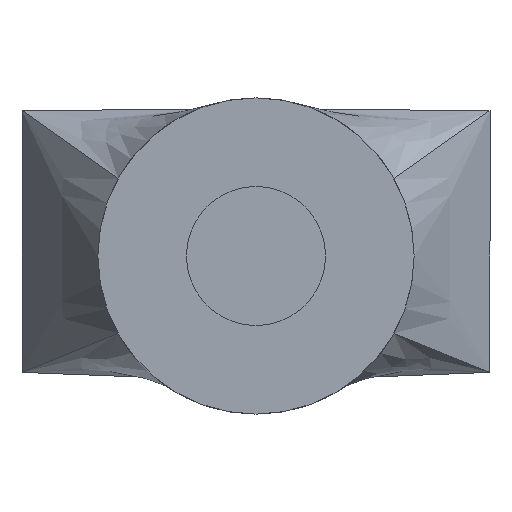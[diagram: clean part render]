
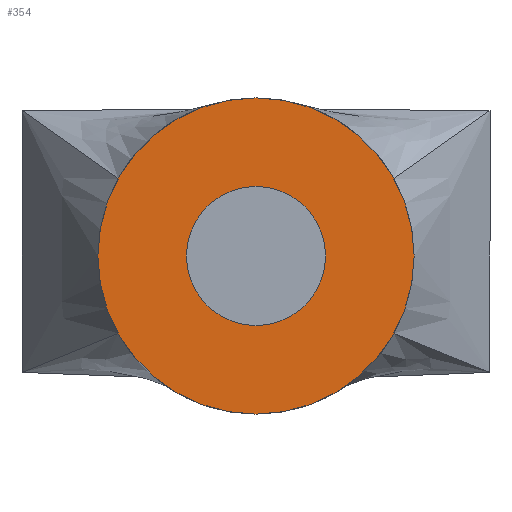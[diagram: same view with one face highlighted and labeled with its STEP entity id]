
A CAD part, front view. The second image highlights one B-rep face of the part: STEP entity #354.
In plain terms, the highlighted planar face has unit normal (0, -1, 0).
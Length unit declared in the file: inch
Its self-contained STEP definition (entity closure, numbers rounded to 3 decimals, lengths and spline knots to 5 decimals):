
#7 = CARTESIAN_POINT ( 'NONE',  ( 0., 0., 0. ) ) ;
#17 = CARTESIAN_POINT ( 'NONE',  ( 0., 0., -0.055 ) ) ;
#20 = EDGE_CURVE ( 'NONE', #1135, #44, #110, .T. ) ;
#44 = VERTEX_POINT ( 'NONE', #409 ) ;
#110 = CIRCLE ( 'NONE', #1292, 0.125 ) ;
#123 = CIRCLE ( 'NONE', #960, 0.125 ) ;
#189 = AXIS2_PLACEMENT_3D ( 'NONE', #565, #1139, #1125 ) ;
#195 = ORIENTED_EDGE ( 'NONE', *, *, #666, .F. ) ;
#211 = DIRECTION ( 'NONE',  ( 0., 1., 0. ) ) ;
#257 = CARTESIAN_POINT ( 'NONE',  ( 0., 0., 0.055 ) ) ;
#319 = CARTESIAN_POINT ( 'NONE',  ( 0., 0., 0. ) ) ;
#339 = EDGE_LOOP ( 'NONE', ( #1012, #638 ) ) ;
#352 = VERTEX_POINT ( 'NONE', #17 ) ;
#354 = ADVANCED_FACE ( 'NONE', ( #1382, #926 ), #924, .F. ) ;
#409 = CARTESIAN_POINT ( 'NONE',  ( 0., 0., 0.125 ) ) ;
#424 = CARTESIAN_POINT ( 'NONE',  ( 0., 0., 0. ) ) ;
#478 = CARTESIAN_POINT ( 'NONE',  ( 0., 0., 0. ) ) ;
#484 = EDGE_CURVE ( 'NONE', #658, #352, #722, .T. ) ;
#513 = ORIENTED_EDGE ( 'NONE', *, *, #20, .F. ) ;
#527 = AXIS2_PLACEMENT_3D ( 'NONE', #478, #936, #1223 ) ;
#565 = CARTESIAN_POINT ( 'NONE',  ( 0., 0., 0. ) ) ;
#638 = ORIENTED_EDGE ( 'NONE', *, *, #484, .T. ) ;
#652 = DIRECTION ( 'NONE',  ( 0., 0., 1. ) ) ;
#655 = DIRECTION ( 'NONE',  ( 0., 0., 1. ) ) ;
#658 = VERTEX_POINT ( 'NONE', #257 ) ;
#659 = EDGE_CURVE ( 'NONE', #352, #658, #1142, .T. ) ;
#666 = EDGE_CURVE ( 'NONE', #44, #1135, #123, .T. ) ;
#678 = EDGE_LOOP ( 'NONE', ( #513, #195 ) ) ;
#697 = AXIS2_PLACEMENT_3D ( 'NONE', #7, #1398, #652 ) ;
#722 = CIRCLE ( 'NONE', #189, 0.055 ) ;
#924 = PLANE ( 'NONE',  #697 ) ;
#926 = FACE_OUTER_BOUND ( 'NONE', #678, .T. ) ;
#936 = DIRECTION ( 'NONE',  ( 0., 1., 0. ) ) ;
#960 = AXIS2_PLACEMENT_3D ( 'NONE', #424, #211, #655 ) ;
#984 = DIRECTION ( 'NONE',  ( 0., 1., 0. ) ) ;
#1012 = ORIENTED_EDGE ( 'NONE', *, *, #659, .T. ) ;
#1125 = DIRECTION ( 'NONE',  ( 0., 0., 1. ) ) ;
#1135 = VERTEX_POINT ( 'NONE', #1154 ) ;
#1139 = DIRECTION ( 'NONE',  ( 0., 1., 0. ) ) ;
#1142 = CIRCLE ( 'NONE', #527, 0.055 ) ;
#1154 = CARTESIAN_POINT ( 'NONE',  ( 0., 0., -0.125 ) ) ;
#1221 = DIRECTION ( 'NONE',  ( 0., 0., 1. ) ) ;
#1223 = DIRECTION ( 'NONE',  ( 0., 0., 1. ) ) ;
#1292 = AXIS2_PLACEMENT_3D ( 'NONE', #319, #984, #1221 ) ;
#1382 = FACE_BOUND ( 'NONE', #339, .T. ) ;
#1398 = DIRECTION ( 'NONE',  ( 0., 1., 0. ) ) ;
